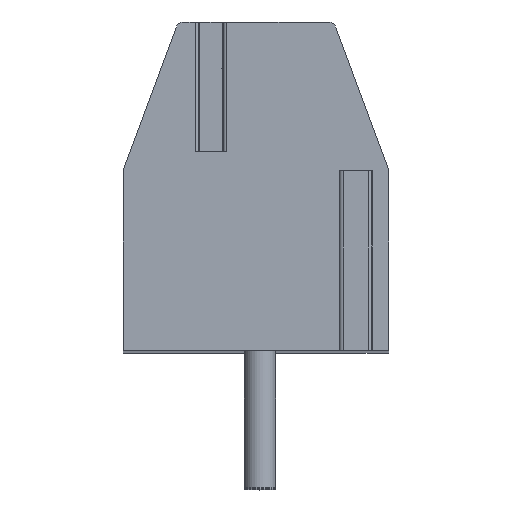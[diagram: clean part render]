
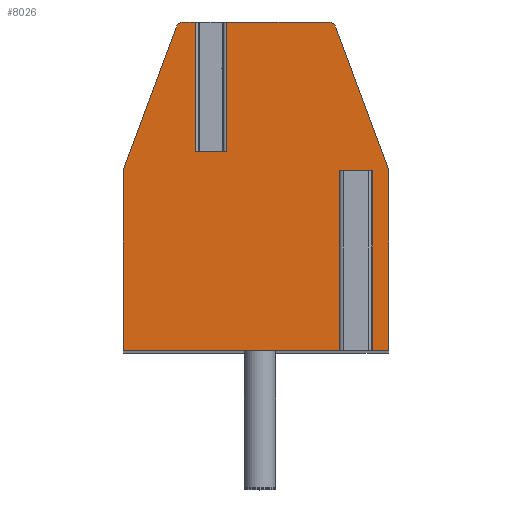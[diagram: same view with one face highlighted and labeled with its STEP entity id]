
A CAD part, top view. The second image highlights one B-rep face of the part: STEP entity #8026.
In plain terms, the highlighted planar face has unit normal (0, 0, 1).
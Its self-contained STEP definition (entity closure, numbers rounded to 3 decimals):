
#1=DIRECTION('',(1.,0.,0.));
#2=VECTOR('',#1,0.796);
#3=CARTESIAN_POINT('',(-1.548,0.9,36.75));
#4=LINE('',#3,#2);
#5=DIRECTION('',(0.,1.,0.));
#6=VECTOR('',#5,3.3);
#7=CARTESIAN_POINT('',(-0.752,0.9,36.75));
#8=LINE('',#7,#6);
#9=DIRECTION('',(-1.,0.,0.));
#10=VECTOR('',#9,2.603);
#11=CARTESIAN_POINT('',(1.851,4.2,36.75));
#12=LINE('',#11,#10);
#13=CARTESIAN_POINT('',(1.851,4.,36.75));
#14=DIRECTION('',(0.,0.,1.));
#15=DIRECTION('',(0.938,0.348,0.));
#16=AXIS2_PLACEMENT_3D('',#13,#14,#15);
#18=DIRECTION('',(-0.348,0.938,0.));
#19=VECTOR('',#18,3.914);
#20=CARTESIAN_POINT('',(3.4,0.4,36.75));
#21=LINE('',#20,#19);
#22=DIRECTION('',(0.,1.,0.));
#23=VECTOR('',#22,4.6);
#24=CARTESIAN_POINT('',(3.4,-4.2,36.75));
#25=LINE('',#24,#23);
#26=DIRECTION('',(1.,0.,0.));
#27=VECTOR('',#26,0.634);
#28=CARTESIAN_POINT('',(2.766,-4.2,36.75));
#29=LINE('',#28,#27);
#30=DIRECTION('',(0.,1.,0.));
#31=VECTOR('',#30,4.6);
#32=CARTESIAN_POINT('',(2.766,-4.2,36.75));
#33=LINE('',#32,#31);
#34=DIRECTION('',(-1.,0.,0.));
#35=VECTOR('',#34,0.43);
#36=CARTESIAN_POINT('',(2.766,0.4,36.75));
#37=LINE('',#36,#35);
#38=DIRECTION('',(0.,1.,0.));
#39=VECTOR('',#38,4.6);
#40=CARTESIAN_POINT('',(2.336,-4.2,36.75));
#41=LINE('',#40,#39);
#42=DIRECTION('',(1.,0.,0.));
#43=VECTOR('',#42,5.736);
#44=CARTESIAN_POINT('',(-3.4,-4.2,36.75));
#45=LINE('',#44,#43);
#46=DIRECTION('',(0.,-1.,0.));
#47=VECTOR('',#46,4.6);
#48=CARTESIAN_POINT('',(-3.4,0.4,36.75));
#49=LINE('',#48,#47);
#50=DIRECTION('',(-0.348,-0.938,0.));
#51=VECTOR('',#50,3.914);
#52=CARTESIAN_POINT('',(-2.038,4.07,36.75));
#53=LINE('',#52,#51);
#54=CARTESIAN_POINT('',(-1.851,4.,36.75));
#55=DIRECTION('',(0.,0.,1.));
#56=DIRECTION('',(0.,1.,0.));
#57=AXIS2_PLACEMENT_3D('',#54,#55,#56);
#59=DIRECTION('',(-1.,0.,0.));
#60=VECTOR('',#59,0.303);
#61=CARTESIAN_POINT('',(-1.548,4.2,36.75));
#62=LINE('',#61,#60);
#63=DIRECTION('',(0.,1.,0.));
#64=VECTOR('',#63,3.3);
#65=CARTESIAN_POINT('',(-1.548,0.9,36.75));
#66=LINE('',#65,#64);
#6269=CARTESIAN_POINT('',(-1.851,4.2,36.75));
#6270=CARTESIAN_POINT('',(-2.038,4.07,36.75));
#6271=VERTEX_POINT('',#6269);
#6272=VERTEX_POINT('',#6270);
#6273=CARTESIAN_POINT('',(-3.4,0.4,36.75));
#6274=VERTEX_POINT('',#6273);
#6275=CARTESIAN_POINT('',(-3.4,-4.2,36.75));
#6276=VERTEX_POINT('',#6275);
#6277=CARTESIAN_POINT('',(3.4,-4.2,36.75));
#6278=CARTESIAN_POINT('',(3.4,0.4,36.75));
#6279=VERTEX_POINT('',#6277);
#6280=VERTEX_POINT('',#6278);
#6281=CARTESIAN_POINT('',(2.038,4.07,36.75));
#6282=VERTEX_POINT('',#6281);
#6283=CARTESIAN_POINT('',(1.851,4.2,36.75));
#6284=VERTEX_POINT('',#6283);
#6325=CARTESIAN_POINT('',(2.766,0.4,36.75));
#6326=CARTESIAN_POINT('',(2.336,0.4,36.75));
#6327=VERTEX_POINT('',#6325);
#6328=VERTEX_POINT('',#6326);
#6329=CARTESIAN_POINT('',(2.336,-4.2,36.75));
#6330=VERTEX_POINT('',#6329);
#6331=CARTESIAN_POINT('',(2.766,-4.2,36.75));
#6332=VERTEX_POINT('',#6331);
#6393=CARTESIAN_POINT('',(-1.548,0.9,36.75));
#6394=CARTESIAN_POINT('',(-0.752,0.9,36.75));
#6395=VERTEX_POINT('',#6393);
#6396=VERTEX_POINT('',#6394);
#6397=CARTESIAN_POINT('',(-1.548,4.2,36.75));
#6398=VERTEX_POINT('',#6397);
#6399=CARTESIAN_POINT('',(-0.752,4.2,36.75));
#6400=VERTEX_POINT('',#6399);
#7987=CARTESIAN_POINT('',(0.,0.,36.75));
#7988=DIRECTION('',(0.,0.,1.));
#7989=DIRECTION('',(1.,0.,0.));
#7990=AXIS2_PLACEMENT_3D('',#7987,#7988,#7989);
#7991=PLANE('',#7990);
#7993=ORIENTED_EDGE('',*,*,#7992,.T.);
#7995=ORIENTED_EDGE('',*,*,#7994,.T.);
#7997=ORIENTED_EDGE('',*,*,#7996,.F.);
#7999=ORIENTED_EDGE('',*,*,#7998,.F.);
#8001=ORIENTED_EDGE('',*,*,#8000,.F.);
#8003=ORIENTED_EDGE('',*,*,#8002,.F.);
#8005=ORIENTED_EDGE('',*,*,#8004,.F.);
#8007=ORIENTED_EDGE('',*,*,#8006,.T.);
#8009=ORIENTED_EDGE('',*,*,#8008,.T.);
#8011=ORIENTED_EDGE('',*,*,#8010,.F.);
#8013=ORIENTED_EDGE('',*,*,#8012,.F.);
#8015=ORIENTED_EDGE('',*,*,#8014,.F.);
#8017=ORIENTED_EDGE('',*,*,#8016,.F.);
#8019=ORIENTED_EDGE('',*,*,#8018,.F.);
#8021=ORIENTED_EDGE('',*,*,#8020,.F.);
#8023=ORIENTED_EDGE('',*,*,#8022,.F.);
#8024=EDGE_LOOP('',(#7993,#7995,#7997,#7999,#8001,#8003,#8005,#8007,#8009,#8011,
#8013,#8015,#8017,#8019,#8021,#8023));
#8025=FACE_OUTER_BOUND('',#8024,.F.);
#8026=ADVANCED_FACE('',(#8025),#7991,.T.);
#17=CIRCLE('',#16,0.2);
#58=CIRCLE('',#57,0.2);
#7992=EDGE_CURVE('',#6395,#6396,#4,.T.);
#7994=EDGE_CURVE('',#6396,#6400,#8,.T.);
#7996=EDGE_CURVE('',#6284,#6400,#12,.T.);
#7998=EDGE_CURVE('',#6282,#6284,#17,.T.);
#8000=EDGE_CURVE('',#6280,#6282,#21,.T.);
#8002=EDGE_CURVE('',#6279,#6280,#25,.T.);
#8004=EDGE_CURVE('',#6332,#6279,#29,.T.);
#8006=EDGE_CURVE('',#6332,#6327,#33,.T.);
#8008=EDGE_CURVE('',#6327,#6328,#37,.T.);
#8010=EDGE_CURVE('',#6330,#6328,#41,.T.);
#8012=EDGE_CURVE('',#6276,#6330,#45,.T.);
#8014=EDGE_CURVE('',#6274,#6276,#49,.T.);
#8016=EDGE_CURVE('',#6272,#6274,#53,.T.);
#8018=EDGE_CURVE('',#6271,#6272,#58,.T.);
#8020=EDGE_CURVE('',#6398,#6271,#62,.T.);
#8022=EDGE_CURVE('',#6395,#6398,#66,.T.);
